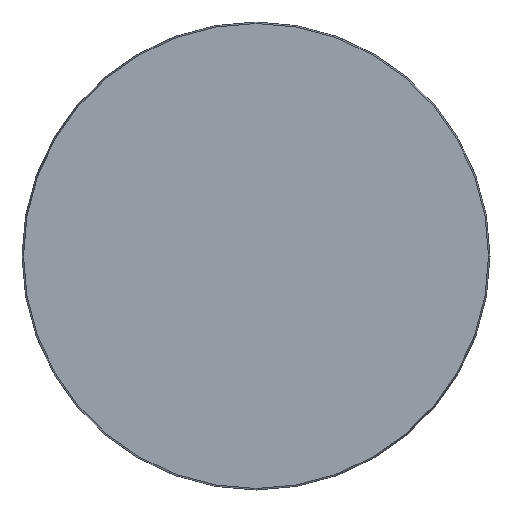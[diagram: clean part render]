
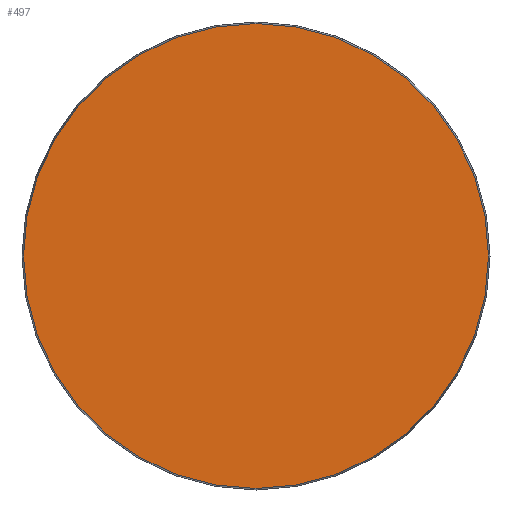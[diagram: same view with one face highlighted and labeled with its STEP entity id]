
A CAD part, front view. The second image highlights one B-rep face of the part: STEP entity #497.
In plain terms, the highlighted planar face has unit normal (0, -1, 0).
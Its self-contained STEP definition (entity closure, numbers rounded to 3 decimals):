
#42 = PLANE ( 'NONE',  #576 ) ;
#49 = DIRECTION ( 'NONE',  ( 0., 0., 1. ) ) ;
#55 = ORIENTED_EDGE ( 'NONE', *, *, #424, .T. ) ;
#184 = VERTEX_POINT ( 'NONE', #667 ) ;
#219 = EDGE_LOOP ( 'NONE', ( #55 ) ) ;
#249 = DIRECTION ( 'NONE',  ( 0., -1., 0. ) ) ;
#421 = CIRCLE ( 'NONE', #470, 88.425 ) ;
#424 = EDGE_CURVE ( 'NONE', #184, #184, #421, .T. ) ;
#456 = CARTESIAN_POINT ( 'NONE',  ( -88.425, 0., 0. ) ) ;
#470 = AXIS2_PLACEMENT_3D ( 'NONE', #544, #249, #488 ) ;
#488 = DIRECTION ( 'NONE',  ( 0., 0., -1. ) ) ;
#497 = ADVANCED_FACE ( 'NONE', ( #678 ), #42, .F. ) ;
#544 = CARTESIAN_POINT ( 'NONE',  ( 0., 0., 0. ) ) ;
#576 = AXIS2_PLACEMENT_3D ( 'NONE', #456, #750, #49 ) ;
#667 = CARTESIAN_POINT ( 'NONE',  ( 0., 0., -88.425 ) ) ;
#678 = FACE_OUTER_BOUND ( 'NONE', #219, .T. ) ;
#750 = DIRECTION ( 'NONE',  ( 0., 1., 0. ) ) ;
